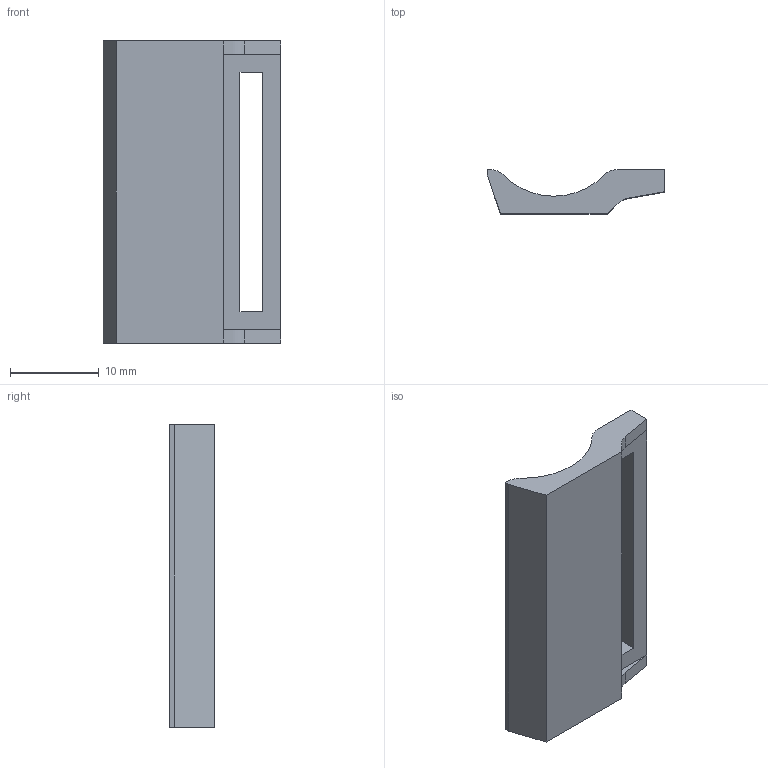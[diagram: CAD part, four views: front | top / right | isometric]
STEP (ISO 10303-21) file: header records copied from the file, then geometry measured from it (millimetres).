
FILE_DESCRIPTION (( 'STEP AP214' ), '1' );
FILE_NAME ('1197169_KSTP1.stp', '2018-08-16T07:59:12', ( '' ), ( '' ), 'SwSTEP 2.0', 'SolidWorks 2016', '' );
FILE_SCHEMA (( 'AUTOMOTIVE_DESIGN' ));
Length unit declared in the file: millimetre
Products named in the file (1): 1197169_KSTP1
Bounding box: 20 x 5 x 34 mm (x, y, z)
Volume: 1681.1 mm3; surface area: 1867.1 mm2
Topology: 1 solids, 1 shells, 78 faces, 206 edges, 136 vertices
Faces by surface type: plane 39, bspline 28, cylinder 11
Entity records: 3430 total; most frequent: CARTESIAN_POINT 1631, ORIENTED_EDGE 412, DIRECTION 276, EDGE_CURVE 206, VERTEX_POINT 136, VECTOR 118, LINE 118, EDGE_LOOP 86
